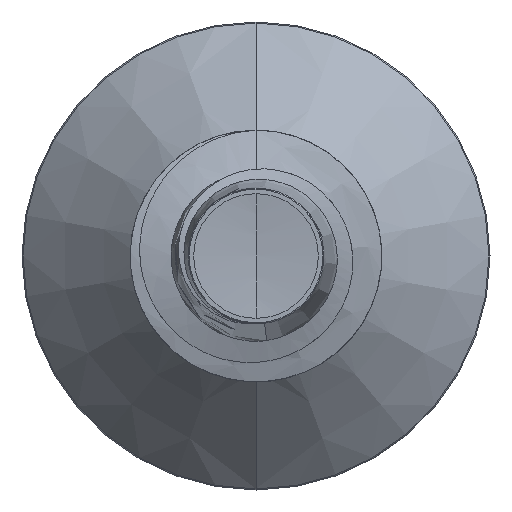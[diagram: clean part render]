
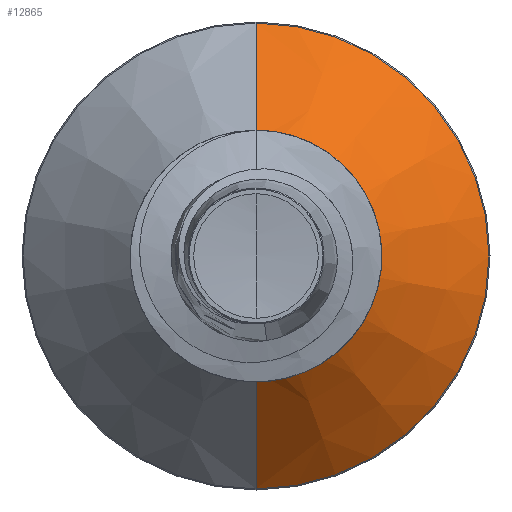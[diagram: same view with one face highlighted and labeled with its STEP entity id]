
A CAD part, front view. The second image highlights one B-rep face of the part: STEP entity #12865.
In plain terms, the highlighted conical face has half-angle 45 degrees and reference radius 2.301 mm.
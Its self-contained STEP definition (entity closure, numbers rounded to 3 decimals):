
#350 = ORIENTED_EDGE ( 'NONE', *, *, #22514, .F. ) ;
#1519 = DIRECTION ( 'NONE',  ( 0., 1., 0. ) ) ;
#1633 = DIRECTION ( 'NONE',  ( 0., 0.707, 0.707 ) ) ;
#2250 = AXIS2_PLACEMENT_3D ( 'NONE', #9657, #9633, #9572 ) ;
#3424 = VERTEX_POINT ( 'NONE', #8465 ) ;
#3729 = EDGE_CURVE ( 'NONE', #7259, #12580, #12913, .T. ) ;
#4806 = CONICAL_SURFACE ( 'NONE', #2250, 2.301, 0.785 ) ;
#6232 = EDGE_CURVE ( 'NONE', #12580, #20281, #17131, .T. ) ;
#6452 = CARTESIAN_POINT ( 'NONE',  ( 0., 24.401, 2.301 ) ) ;
#6478 = ORIENTED_EDGE ( 'NONE', *, *, #3729, .T. ) ;
#7013 = AXIS2_PLACEMENT_3D ( 'NONE', #15274, #1519, #17265 ) ;
#7259 = VERTEX_POINT ( 'NONE', #6452 ) ;
#7387 = DIRECTION ( 'NONE',  ( 0., 0., 1. ) ) ;
#7457 = DIRECTION ( 'NONE',  ( 0., 1., 0. ) ) ;
#7517 = CARTESIAN_POINT ( 'NONE',  ( 0., 24.401, 0. ) ) ;
#8465 = CARTESIAN_POINT ( 'NONE',  ( 0., 26.728, 4.628 ) ) ;
#8847 = VECTOR ( 'NONE', #1633, 1000. ) ;
#9572 = DIRECTION ( 'NONE',  ( 0., 0., 1. ) ) ;
#9633 = DIRECTION ( 'NONE',  ( 0., 1., 0. ) ) ;
#9657 = CARTESIAN_POINT ( 'NONE',  ( 0., 24.401, 0. ) ) ;
#9944 = CARTESIAN_POINT ( 'NONE',  ( 0., 24.401, -2.301 ) ) ;
#10705 = ORIENTED_EDGE ( 'NONE', *, *, #6232, .T. ) ;
#11095 = DIRECTION ( 'NONE',  ( 0., 0.707, -0.707 ) ) ;
#11103 = CARTESIAN_POINT ( 'NONE',  ( 0., 24.401, -2.301 ) ) ;
#11666 = VECTOR ( 'NONE', #11095, 1000. ) ;
#11694 = FACE_OUTER_BOUND ( 'NONE', #16769, .T. ) ;
#12580 = VERTEX_POINT ( 'NONE', #9944 ) ;
#12865 = ADVANCED_FACE ( 'NONE', ( #11694 ), #4806, .T. ) ;
#12913 = CIRCLE ( 'NONE', #24082, 2.301 ) ;
#15274 = CARTESIAN_POINT ( 'NONE',  ( 0., 26.728, 0. ) ) ;
#15398 = ORIENTED_EDGE ( 'NONE', *, *, #22410, .F. ) ;
#16769 = EDGE_LOOP ( 'NONE', ( #6478, #10705, #15398, #350 ) ) ;
#17131 = LINE ( 'NONE', #11103, #11666 ) ;
#17265 = DIRECTION ( 'NONE',  ( 0., 0., 1. ) ) ;
#20281 = VERTEX_POINT ( 'NONE', #26320 ) ;
#22410 = EDGE_CURVE ( 'NONE', #3424, #20281, #25436, .T. ) ;
#22514 = EDGE_CURVE ( 'NONE', #7259, #3424, #24476, .T. ) ;
#24082 = AXIS2_PLACEMENT_3D ( 'NONE', #7517, #7457, #7387 ) ;
#24476 = LINE ( 'NONE', #25980, #8847 ) ;
#25436 = CIRCLE ( 'NONE', #7013, 4.628 ) ;
#25980 = CARTESIAN_POINT ( 'NONE',  ( 0., 24.401, 2.301 ) ) ;
#26320 = CARTESIAN_POINT ( 'NONE',  ( 0., 26.728, -4.628 ) ) ;
